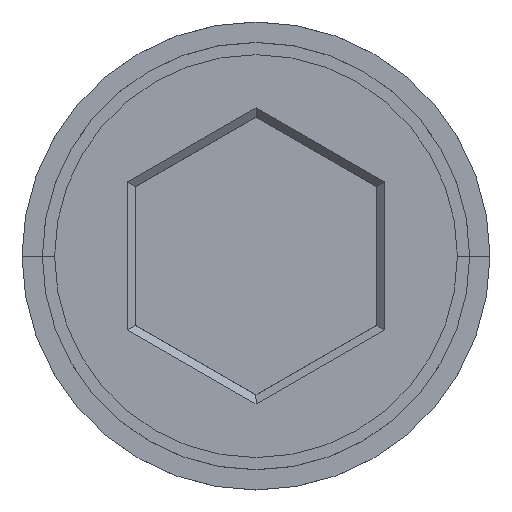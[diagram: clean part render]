
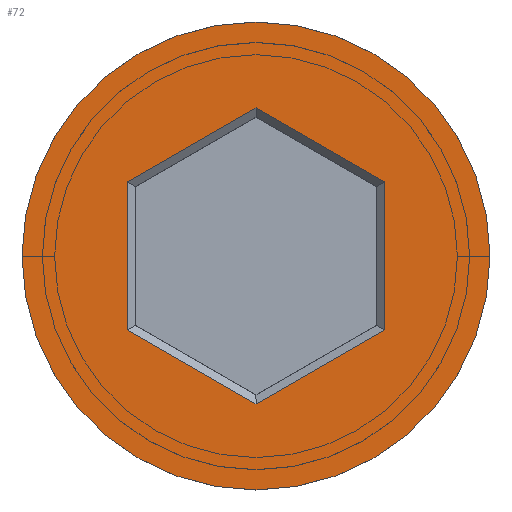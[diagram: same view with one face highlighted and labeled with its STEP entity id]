
A CAD part, top view. The second image highlights one B-rep face of the part: STEP entity #72.
In plain terms, the highlighted planar face has unit normal (0, 0, 1).
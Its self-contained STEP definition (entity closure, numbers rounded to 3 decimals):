
#4 = FACE_BOUND ( 'NONE', #1039, .T. ) ;
#24 = ORIENTED_EDGE ( 'NONE', *, *, #1130, .T. ) ;
#26 = CARTESIAN_POINT ( 'NONE',  ( -3.15, -1.819, 0. ) ) ;
#55 = AXIS2_PLACEMENT_3D ( 'NONE', #795, #1257, #1132 ) ;
#63 = DIRECTION ( 'NONE',  ( 0.866, 0.5, 0. ) ) ;
#72 = ADVANCED_FACE ( 'NONE', ( #4, #662 ), #687, .T. ) ;
#93 = CARTESIAN_POINT ( 'NONE',  ( 3.15, -1.703, 0. ) ) ;
#127 = CARTESIAN_POINT ( 'NONE',  ( 0., 3.637, 0. ) ) ;
#128 = VECTOR ( 'NONE', #1184, 1000. ) ;
#157 = DIRECTION ( 'NONE',  ( -0.866, 0.5, 0. ) ) ;
#159 = ORIENTED_EDGE ( 'NONE', *, *, #680, .T. ) ;
#171 = VERTEX_POINT ( 'NONE', #26 ) ;
#174 = VECTOR ( 'NONE', #157, 1000. ) ;
#208 = VERTEX_POINT ( 'NONE', #1417 ) ;
#212 = LINE ( 'NONE', #93, #1289 ) ;
#327 = ORIENTED_EDGE ( 'NONE', *, *, #1409, .T. ) ;
#345 = CARTESIAN_POINT ( 'NONE',  ( 0.1, -3.58, 0. ) ) ;
#347 = ORIENTED_EDGE ( 'NONE', *, *, #491, .T. ) ;
#353 = DIRECTION ( 'NONE',  ( 0., 0., 1. ) ) ;
#403 = ORIENTED_EDGE ( 'NONE', *, *, #727, .T. ) ;
#415 = CARTESIAN_POINT ( 'NONE',  ( -0.1, 3.58, 0. ) ) ;
#464 = VECTOR ( 'NONE', #63, 1000. ) ;
#469 = EDGE_CURVE ( 'NONE', #1230, #1276, #1128, .T. ) ;
#491 = EDGE_CURVE ( 'NONE', #708, #571, #917, .T. ) ;
#525 = VERTEX_POINT ( 'NONE', #127 ) ;
#565 = VECTOR ( 'NONE', #790, 1000. ) ;
#571 = VERTEX_POINT ( 'NONE', #1086 ) ;
#603 = CARTESIAN_POINT ( 'NONE',  ( -3.05, -1.876, 0. ) ) ;
#618 = CARTESIAN_POINT ( 'NONE',  ( -3.15, 1.703, 0. ) ) ;
#635 = CIRCLE ( 'NONE', #1227, 5.75 ) ;
#646 = DIRECTION ( 'NONE',  ( 0., 0., 1. ) ) ;
#662 = FACE_OUTER_BOUND ( 'NONE', #946, .T. ) ;
#680 = EDGE_CURVE ( 'NONE', #525, #1304, #1166, .T. ) ;
#682 = CARTESIAN_POINT ( 'NONE',  ( 0., 0., 0. ) ) ;
#687 = PLANE ( 'NONE',  #55 ) ;
#708 = VERTEX_POINT ( 'NONE', #748 ) ;
#716 = LINE ( 'NONE', #603, #174 ) ;
#727 = EDGE_CURVE ( 'NONE', #1276, #1230, #635, .T. ) ;
#739 = LINE ( 'NONE', #618, #128 ) ;
#748 = CARTESIAN_POINT ( 'NONE',  ( 3.15, -1.819, 0. ) ) ;
#790 = DIRECTION ( 'NONE',  ( -0.866, -0.5, 0. ) ) ;
#793 = ORIENTED_EDGE ( 'NONE', *, *, #469, .T. ) ;
#795 = CARTESIAN_POINT ( 'NONE',  ( 0., 0., 0. ) ) ;
#827 = CARTESIAN_POINT ( 'NONE',  ( 3.05, 1.876, 0. ) ) ;
#917 = LINE ( 'NONE', #345, #565 ) ;
#946 = EDGE_LOOP ( 'NONE', ( #793, #403 ) ) ;
#989 = EDGE_CURVE ( 'NONE', #171, #208, #739, .T. ) ;
#1039 = EDGE_LOOP ( 'NONE', ( #327, #1382, #1056, #159, #24, #347 ) ) ;
#1043 = EDGE_CURVE ( 'NONE', #208, #525, #1088, .T. ) ;
#1047 = DIRECTION ( 'NONE',  ( 1., 0., 0. ) ) ;
#1048 = CARTESIAN_POINT ( 'NONE',  ( 3.15, 1.819, 0. ) ) ;
#1056 = ORIENTED_EDGE ( 'NONE', *, *, #1043, .T. ) ;
#1086 = CARTESIAN_POINT ( 'NONE',  ( 0., -3.637, 0. ) ) ;
#1088 = LINE ( 'NONE', #415, #464 ) ;
#1114 = CARTESIAN_POINT ( 'NONE',  ( 5.75, 0., 0. ) ) ;
#1128 = CIRCLE ( 'NONE', #1352, 5.75 ) ;
#1129 = DIRECTION ( 'NONE',  ( 1., 0., 0. ) ) ;
#1130 = EDGE_CURVE ( 'NONE', #1304, #708, #212, .T. ) ;
#1132 = DIRECTION ( 'NONE',  ( 1., 0., 0. ) ) ;
#1166 = LINE ( 'NONE', #827, #1443 ) ;
#1169 = CARTESIAN_POINT ( 'NONE',  ( -5.75, 0., 0. ) ) ;
#1180 = DIRECTION ( 'NONE',  ( 0.866, -0.5, 0. ) ) ;
#1184 = DIRECTION ( 'NONE',  ( 0., 1., 0. ) ) ;
#1220 = DIRECTION ( 'NONE',  ( 0., -1., 0. ) ) ;
#1227 = AXIS2_PLACEMENT_3D ( 'NONE', #1337, #646, #1129 ) ;
#1230 = VERTEX_POINT ( 'NONE', #1114 ) ;
#1257 = DIRECTION ( 'NONE',  ( 0., 0., 1. ) ) ;
#1276 = VERTEX_POINT ( 'NONE', #1169 ) ;
#1289 = VECTOR ( 'NONE', #1220, 1000. ) ;
#1304 = VERTEX_POINT ( 'NONE', #1048 ) ;
#1337 = CARTESIAN_POINT ( 'NONE',  ( 0., 0., 0. ) ) ;
#1352 = AXIS2_PLACEMENT_3D ( 'NONE', #682, #353, #1047 ) ;
#1382 = ORIENTED_EDGE ( 'NONE', *, *, #989, .T. ) ;
#1409 = EDGE_CURVE ( 'NONE', #571, #171, #716, .T. ) ;
#1417 = CARTESIAN_POINT ( 'NONE',  ( -3.15, 1.819, 0. ) ) ;
#1443 = VECTOR ( 'NONE', #1180, 1000. ) ;
